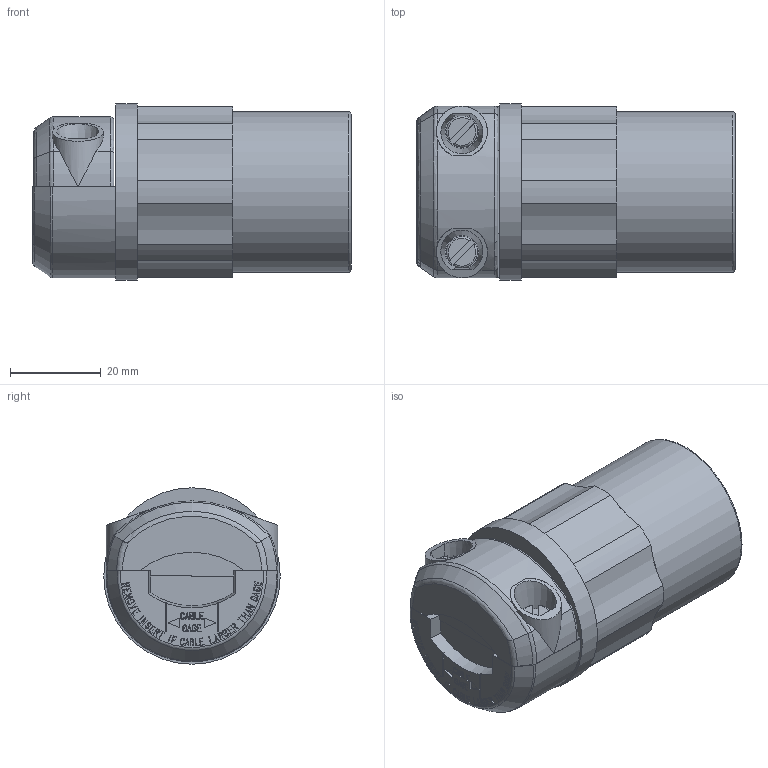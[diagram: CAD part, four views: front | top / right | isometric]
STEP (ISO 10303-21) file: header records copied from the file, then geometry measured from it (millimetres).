
FILE_DESCRIPTION (( 'STEP AP214' ), '1' );
FILE_NAME ('CATSTD-05669-00C-M01.STEP', '2022-05-24T13:33:11', ( '' ), ( '' ), 'SwSTEP 2.0', 'SolidWorks 2020', '' );
FILE_SCHEMA (( 'AUTOMOTIVE_DESIGN' ));
Length unit declared in the file: inch
Products named in the file (1): CATSTD-05669-00C-M01
Bounding box: 70.1 x 38.89 x 38.89 mm (x, y, z)
Surface area: 12917.4 mm2 (no closed solid volume)
Topology: 0 solids, 1 shells, 895 faces, 2409 edges, 1591 vertices
Faces by surface type: plane 732, cylinder 115, cone 26, torus 22
Full cylindrical faces by diameter (mm): 2.362 x3, 5.156 x3, 6.096 x3, 6.858 x2, 35.306 x1, 38.887 x1
Entity records: 40214 total; most frequent: CARTESIAN_POINT 6278, ORIENTED_EDGE 4758, DIRECTION 4354, EDGE_CURVE 2383, LINE 1900, VECTOR 1900, VERTEX_POINT 1579, AXIS2_PLACEMENT_3D 1227
